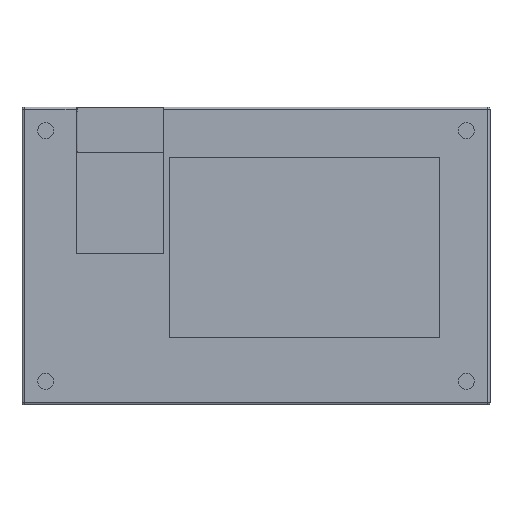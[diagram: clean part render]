
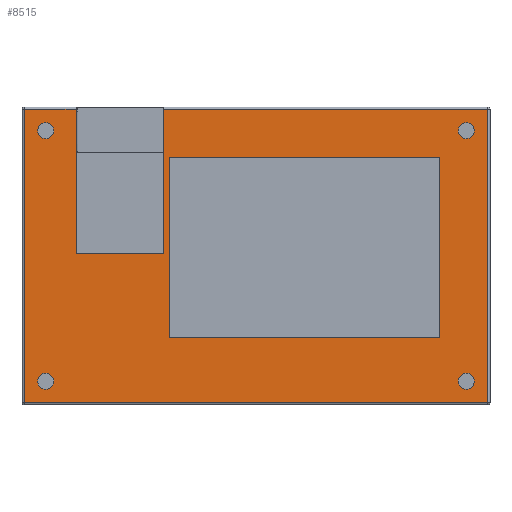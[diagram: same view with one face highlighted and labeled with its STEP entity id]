
A CAD part, top view. The second image highlights one B-rep face of the part: STEP entity #8515.
In plain terms, the highlighted planar face has unit normal (0, 0, 1).
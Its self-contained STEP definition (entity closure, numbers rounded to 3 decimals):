
#712=FACE_BOUND('',#3007,.T.);
#713=FACE_BOUND('',#3008,.T.);
#714=FACE_BOUND('',#3009,.T.);
#715=FACE_BOUND('',#3010,.T.);
#716=FACE_BOUND('',#3011,.T.);
#752=PLANE('',#9086);
#959=LINE('',#11212,#1688);
#963=LINE('',#11225,#1692);
#965=LINE('',#11228,#1694);
#969=LINE('',#11237,#1698);
#971=LINE('',#11240,#1700);
#982=LINE('',#11271,#1711);
#983=LINE('',#11273,#1712);
#984=LINE('',#11274,#1713);
#985=LINE('',#11277,#1714);
#986=LINE('',#11279,#1715);
#987=LINE('',#11281,#1716);
#988=LINE('',#11282,#1717);
#1688=VECTOR('',#9578,10.);
#1692=VECTOR('',#9594,10.);
#1694=VECTOR('',#9598,10.);
#1698=VECTOR('',#9608,10.);
#1700=VECTOR('',#9610,10.);
#1711=VECTOR('',#9637,10.);
#1712=VECTOR('',#9638,10.);
#1713=VECTOR('',#9639,10.);
#1714=VECTOR('',#9640,10.);
#1715=VECTOR('',#9641,10.);
#1716=VECTOR('',#9642,10.);
#1717=VECTOR('',#9643,10.);
#2492=FACE_OUTER_BOUND('',#3006,.T.);
#3006=EDGE_LOOP('',(#5932,#5933,#5934,#5935,#5936,#5937,#5938,#5939));
#3007=EDGE_LOOP('',(#5940,#5941,#5942,#5943));
#3008=EDGE_LOOP('',(#5944));
#3009=EDGE_LOOP('',(#5945));
#3010=EDGE_LOOP('',(#5946));
#3011=EDGE_LOOP('',(#5947));
#3565=CIRCLE('',#9087,1.7);
#3566=CIRCLE('',#9088,1.7);
#3567=CIRCLE('',#9089,1.7);
#3568=CIRCLE('',#9090,1.7);
#3688=VERTEX_POINT('',#11166);
#3694=VERTEX_POINT('',#11183);
#3700=VERTEX_POINT('',#11203);
#3703=VERTEX_POINT('',#11216);
#3706=VERTEX_POINT('',#11235);
#3707=VERTEX_POINT('',#11239);
#3719=VERTEX_POINT('',#11270);
#3720=VERTEX_POINT('',#11272);
#3721=VERTEX_POINT('',#11275);
#3722=VERTEX_POINT('',#11276);
#3723=VERTEX_POINT('',#11278);
#3724=VERTEX_POINT('',#11280);
#3725=VERTEX_POINT('',#11283);
#3726=VERTEX_POINT('',#11285);
#3727=VERTEX_POINT('',#11287);
#3728=VERTEX_POINT('',#11289);
#4554=EDGE_CURVE('',#3688,#3700,#959,.T.);
#4561=EDGE_CURVE('',#3700,#3703,#963,.T.);
#4563=EDGE_CURVE('',#3703,#3694,#965,.T.);
#4568=EDGE_CURVE('',#3706,#3688,#969,.T.);
#4570=EDGE_CURVE('',#3694,#3707,#971,.T.);
#4586=EDGE_CURVE('',#3706,#3719,#982,.T.);
#4587=EDGE_CURVE('',#3719,#3720,#983,.T.);
#4588=EDGE_CURVE('',#3720,#3707,#984,.T.);
#4589=EDGE_CURVE('',#3721,#3722,#985,.T.);
#4590=EDGE_CURVE('',#3722,#3723,#986,.T.);
#4591=EDGE_CURVE('',#3723,#3724,#987,.T.);
#4592=EDGE_CURVE('',#3724,#3721,#988,.T.);
#4593=EDGE_CURVE('',#3725,#3725,#3565,.T.);
#4594=EDGE_CURVE('',#3726,#3726,#3566,.T.);
#4595=EDGE_CURVE('',#3727,#3727,#3567,.T.);
#4596=EDGE_CURVE('',#3728,#3728,#3568,.T.);
#5932=ORIENTED_EDGE('',*,*,#4570,.F.);
#5933=ORIENTED_EDGE('',*,*,#4563,.F.);
#5934=ORIENTED_EDGE('',*,*,#4561,.F.);
#5935=ORIENTED_EDGE('',*,*,#4554,.F.);
#5936=ORIENTED_EDGE('',*,*,#4568,.F.);
#5937=ORIENTED_EDGE('',*,*,#4586,.T.);
#5938=ORIENTED_EDGE('',*,*,#4587,.T.);
#5939=ORIENTED_EDGE('',*,*,#4588,.T.);
#5940=ORIENTED_EDGE('',*,*,#4589,.T.);
#5941=ORIENTED_EDGE('',*,*,#4590,.T.);
#5942=ORIENTED_EDGE('',*,*,#4591,.T.);
#5943=ORIENTED_EDGE('',*,*,#4592,.T.);
#5944=ORIENTED_EDGE('',*,*,#4593,.T.);
#5945=ORIENTED_EDGE('',*,*,#4594,.T.);
#5946=ORIENTED_EDGE('',*,*,#4595,.T.);
#5947=ORIENTED_EDGE('',*,*,#4596,.T.);
#8515=ADVANCED_FACE('',(#2492,#712,#713,#714,#715,#716),#752,.T.);
#9086=AXIS2_PLACEMENT_3D('',#11269,#9635,#9636);
#9087=AXIS2_PLACEMENT_3D('',#11284,#9644,#9645);
#9088=AXIS2_PLACEMENT_3D('',#11286,#9646,#9647);
#9089=AXIS2_PLACEMENT_3D('',#11288,#9648,#9649);
#9090=AXIS2_PLACEMENT_3D('',#11290,#9650,#9651);
#9578=DIRECTION('',(0.,-1.,0.));
#9594=DIRECTION('',(-1.,0.,0.));
#9598=DIRECTION('',(0.,1.,0.));
#9608=DIRECTION('',(1.,0.,0.));
#9610=DIRECTION('',(1.,0.,0.));
#9635=DIRECTION('center_axis',(0.,0.,1.));
#9636=DIRECTION('ref_axis',(1.,0.,0.));
#9637=DIRECTION('',(0.,-1.,0.));
#9638=DIRECTION('',(-1.,0.,0.));
#9639=DIRECTION('',(0.,1.,0.));
#9640=DIRECTION('',(-1.,0.,0.));
#9641=DIRECTION('',(0.,1.,0.));
#9642=DIRECTION('',(1.,0.,0.));
#9643=DIRECTION('',(0.,-1.,0.));
#9644=DIRECTION('center_axis',(0.,0.,-1.));
#9645=DIRECTION('ref_axis',(1.,0.,0.));
#9646=DIRECTION('center_axis',(0.,0.,-1.));
#9647=DIRECTION('ref_axis',(1.,0.,0.));
#9648=DIRECTION('center_axis',(0.,0.,-1.));
#9649=DIRECTION('ref_axis',(1.,0.,0.));
#9650=DIRECTION('center_axis',(0.,0.,-1.));
#9651=DIRECTION('ref_axis',(1.,0.,0.));
#11166=CARTESIAN_POINT('',(67.26,-28.02,1.5));
#11183=CARTESIAN_POINT('',(-30.74,-28.02,1.5));
#11203=CARTESIAN_POINT('',(67.26,-90.02,1.5));
#11212=CARTESIAN_POINT('',(67.26,-74.77,1.5));
#11216=CARTESIAN_POINT('',(-30.74,-90.02,1.5));
#11225=CARTESIAN_POINT('',(-6.49,-90.02,1.5));
#11228=CARTESIAN_POINT('',(-30.74,-43.27,1.5));
#11235=CARTESIAN_POINT('',(-1.28,-28.02,1.5));
#11237=CARTESIAN_POINT('',(43.01,-28.02,1.5));
#11239=CARTESIAN_POINT('',(-19.78,-28.02,1.5));
#11240=CARTESIAN_POINT('',(43.01,-28.02,1.5));
#11269=CARTESIAN_POINT('Origin',(18.26,-59.02,1.5));
#11270=CARTESIAN_POINT('',(-1.28,-58.521,1.5));
#11271=CARTESIAN_POINT('',(-1.28,-27.521,1.5));
#11272=CARTESIAN_POINT('',(-19.78,-58.521,1.5));
#11273=CARTESIAN_POINT('',(-1.28,-58.521,1.5));
#11274=CARTESIAN_POINT('',(-19.78,-58.521,1.5));
#11275=CARTESIAN_POINT('',(57.15,-76.2,1.5));
#11276=CARTESIAN_POINT('',(0.,-76.2,1.5));
#11277=CARTESIAN_POINT('',(0.,-76.2,1.5));
#11278=CARTESIAN_POINT('',(0.,-38.1,1.5));
#11279=CARTESIAN_POINT('',(0.,-76.2,1.5));
#11280=CARTESIAN_POINT('',(57.15,-38.1,1.5));
#11281=CARTESIAN_POINT('',(0.,-38.1,1.5));
#11282=CARTESIAN_POINT('',(57.15,-76.2,1.5));
#11283=CARTESIAN_POINT('',(-27.94,-32.52,1.5));
#11284=CARTESIAN_POINT('Origin',(-26.24,-32.52,1.5));
#11285=CARTESIAN_POINT('',(-27.94,-85.52,1.5));
#11286=CARTESIAN_POINT('Origin',(-26.24,-85.52,1.5));
#11287=CARTESIAN_POINT('',(61.06,-32.52,1.5));
#11288=CARTESIAN_POINT('Origin',(62.76,-32.52,1.5));
#11289=CARTESIAN_POINT('',(61.06,-85.52,1.5));
#11290=CARTESIAN_POINT('Origin',(62.76,-85.52,1.5));
